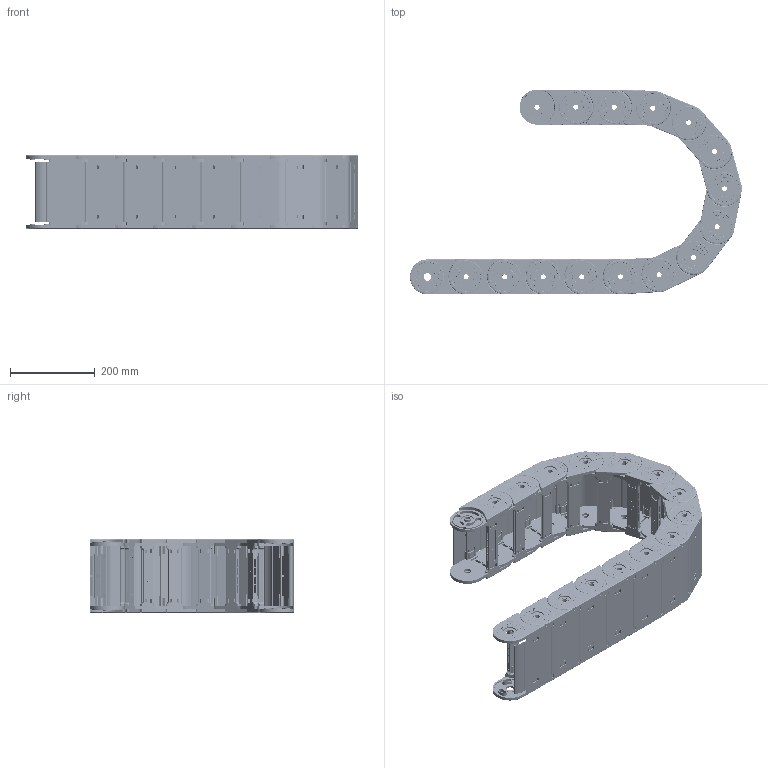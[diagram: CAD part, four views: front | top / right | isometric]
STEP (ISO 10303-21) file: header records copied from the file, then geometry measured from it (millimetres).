
FILE_DESCRIPTION (( 'STEP AP214' ), '1' );
FILE_NAME ('CK60-Y140-R200.STEP', '2019-09-06T11:55:51', ( '' ), ( '' ), 'SwSTEP 2.0', 'SolidWorks 2017', '' );
FILE_SCHEMA (( 'AUTOMOTIVE_DESIGN' ));
Length unit declared in the file: millimetre
Products named in the file (2): CK60-Y140-R200; CK60-Y140
Assembly tree (15 placements, depth 2):
  CK60-Y140-R200
    CK60-Y140  x15
Bounding box: 782.23 x 482.17 x 173.06 mm (x, y, z)
Volume: 3862337.6 mm3; surface area: 2265189 mm2
Topology: 60 solids, 60 shells, 14715 faces, 38955 edges, 25410 vertices
Faces by surface type: plane 6810, cylinder 4185, bspline 3180, torus 420, sphere 120
Entity records: 40592 total; most frequent: CARTESIAN_POINT 17804, ORIENTED_EDGE 5178, DIRECTION 4109, EDGE_CURVE 2589, VERTEX_POINT 1694, LINE 1495, VECTOR 1495, AXIS2_PLACEMENT_3D 1307
